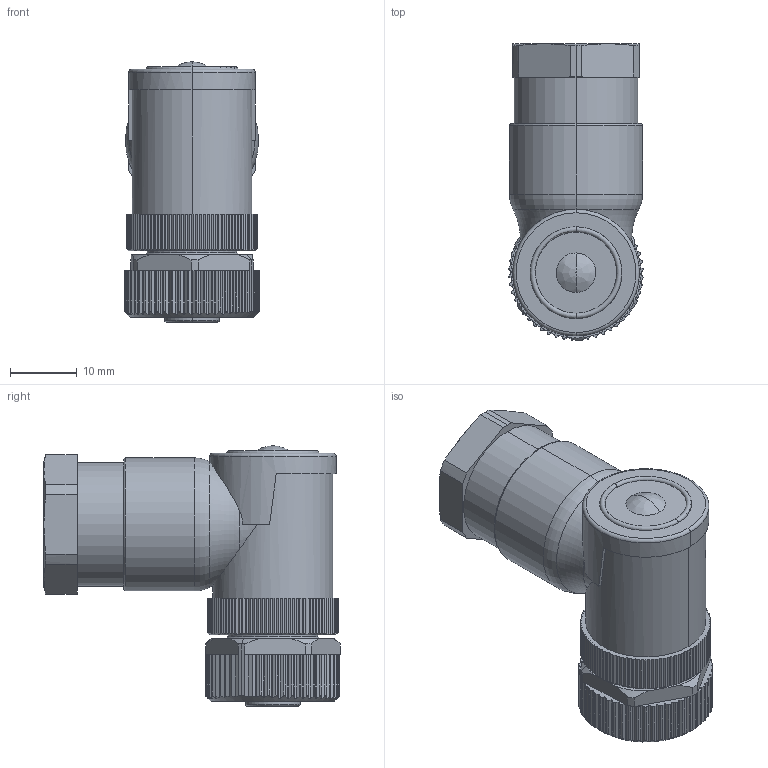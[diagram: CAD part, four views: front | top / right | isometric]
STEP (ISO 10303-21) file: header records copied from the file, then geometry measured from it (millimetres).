
FILE_DESCRIPTION(('CATIA V5 STEP Exchange','CAx-IF Rec.Pracs.--- Model Styling and Organization---1.4--- 2014-01-23'),'2;1');
FILE_NAME ('013905-3_0', '2020-11-05T06:38:18+00:00', ('none'), ('Weidmueller'), 'CATIA Version 5-6 Release 2016 SP3 HF44', 'CATIA V5 STEP AP214', 'none');
FILE_SCHEMA(('AUTOMOTIVE_DESIGN { 1 0 10303 214 1 1 1 1 }'));
Length unit declared in the file: millimetre
Products named in the file (1): 1467870000
Bounding box: 20.17 x 44.5 x 39.1 mm (x, y, z)
Volume: 17596.8 mm3; surface area: 6608.3 mm2
Topology: 3 solids, 4 shells, 802 faces, 2209 edges, 1423 vertices
Faces by surface type: plane 373, cylinder 312, cone 64, torus 45, sphere 6, bspline 2
Entity records: 26131 total; most frequent: CARTESIAN_POINT 6994, ORIENTED_EDGE 4406, DIRECTION 3202, EDGE_CURVE 2201, VERTEX_POINT 1421, AXIS2_PLACEMENT_3D 1360, VECTOR 1061, LINE 1061
